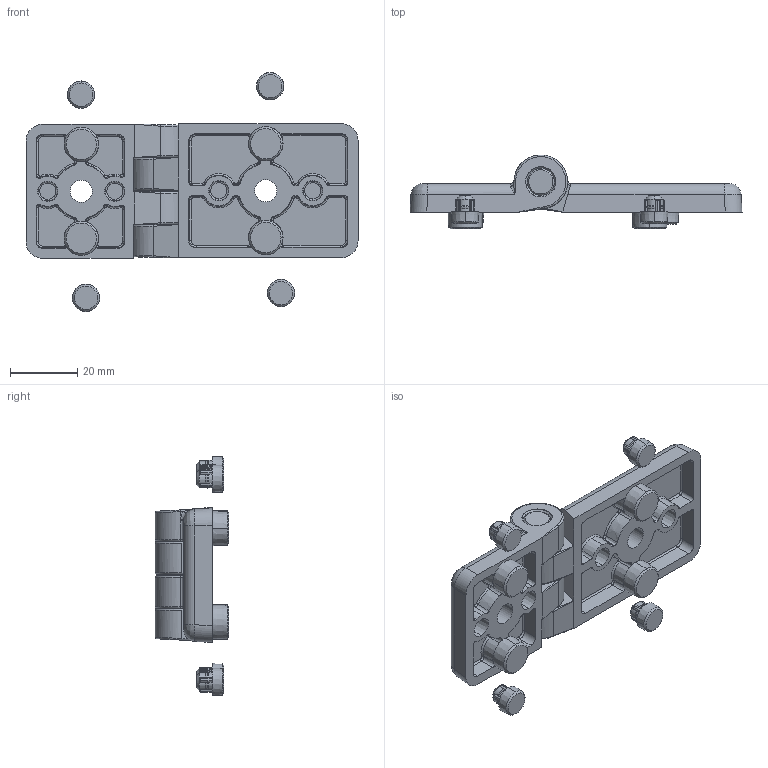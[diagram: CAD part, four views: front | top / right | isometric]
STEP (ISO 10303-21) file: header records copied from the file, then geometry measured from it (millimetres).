
FILE_DESCRIPTION (( 'STEP AP214' ), '1' );
FILE_NAME ('095ks4060f0810.STEP', '2014-09-01T07:41:34', ( '' ), ( '' ), 'SwSTEP 2.0', 'SolidWorks 2014', '' );
FILE_SCHEMA (( 'AUTOMOTIVE_DESIGN' ));
Length unit declared in the file: inch
Products named in the file (1): 095ks4060f0810
Bounding box: 99 x 22 x 71.3 mm (x, y, z)
Volume: 28975.3 mm3; surface area: 19248.5 mm2
Topology: 11 solids, 11 shells, 733 faces, 1826 edges, 1138 vertices
Faces by surface type: cylinder 272, bspline 225, cone 139, plane 97
Entity records: 38425 total; most frequent: CARTESIAN_POINT 12673, ORIENTED_EDGE 3648, DIRECTION 3055, EDGE_CURVE 1824, AXIS2_PLACEMENT_3D 1260, VERTEX_POINT 1138, EDGE_LOOP 770, CIRCLE 751
